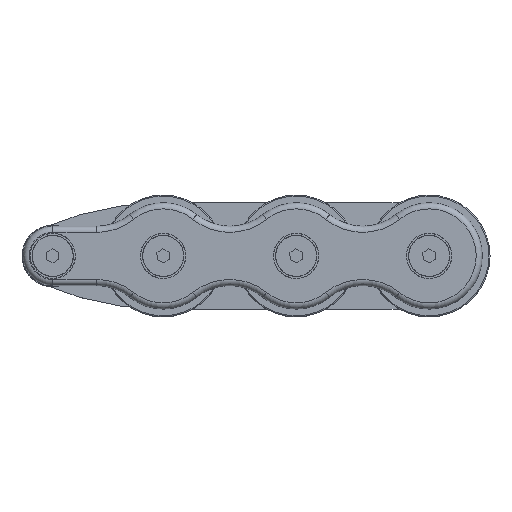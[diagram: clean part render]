
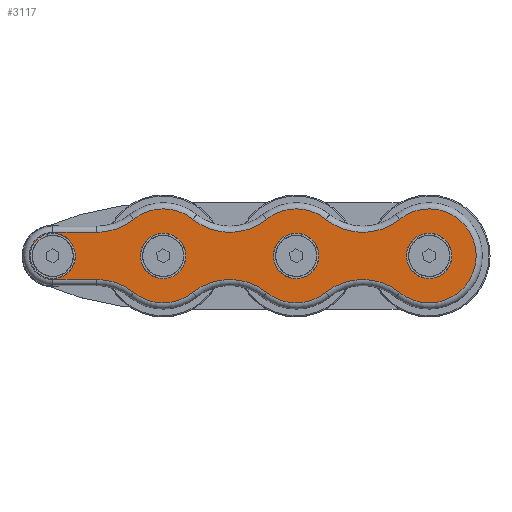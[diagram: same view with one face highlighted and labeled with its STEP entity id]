
A CAD part, top view. The second image highlights one B-rep face of the part: STEP entity #3117.
In plain terms, the highlighted planar face has unit normal (0, 0, 1).
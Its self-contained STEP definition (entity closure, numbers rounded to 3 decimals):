
#149=LINE('',#5296,#275);
#151=LINE('',#5308,#277);
#275=VECTOR('',#4199,21.5);
#277=VECTOR('',#4213,21.5);
#521=FACE_BOUND('',#1044,.T.);
#522=FACE_BOUND('',#1045,.T.);
#523=FACE_BOUND('',#1046,.T.);
#524=FACE_BOUND('',#1047,.T.);
#739=FACE_OUTER_BOUND('',#1043,.T.);
#1043=EDGE_LOOP('',(#2611,#2612,#2613,#2614,#2615,#2616,#2617,#2618,#2619,
#2620,#2621,#2622,#2623,#2624));
#1044=EDGE_LOOP('',(#2625));
#1045=EDGE_LOOP('',(#2626));
#1046=EDGE_LOOP('',(#2627));
#1047=EDGE_LOOP('',(#2628));
#1226=CIRCLE('',#3270,11.01);
#1241=CIRCLE('',#3315,11.01);
#1268=CIRCLE('',#3405,11.01);
#1270=CIRCLE('',#3409,11.01);
#1286=CIRCLE('',#3428,23.);
#1288=CIRCLE('',#3431,28.674);
#1292=CIRCLE('',#3437,11.5);
#1296=CIRCLE('',#3443,28.674);
#1299=CIRCLE('',#3447,23.);
#1302=CIRCLE('',#3451,28.674);
#1305=CIRCLE('',#3455,23.);
#1308=CIRCLE('',#3459,28.674);
#1311=CIRCLE('',#3463,23.);
#1314=CIRCLE('',#3467,28.674);
#1317=CIRCLE('',#3471,23.);
#1319=CIRCLE('',#3474,28.674);
#1446=VERTEX_POINT('',#4780);
#1485=VERTEX_POINT('',#4924);
#1572=VERTEX_POINT('',#5239);
#1574=VERTEX_POINT('',#5245);
#1589=VERTEX_POINT('',#5278);
#1592=VERTEX_POINT('',#5283);
#1594=VERTEX_POINT('',#5288);
#1596=VERTEX_POINT('',#5294);
#1598=VERTEX_POINT('',#5300);
#1600=VERTEX_POINT('',#5306);
#1602=VERTEX_POINT('',#5312);
#1604=VERTEX_POINT('',#5318);
#1606=VERTEX_POINT('',#5324);
#1608=VERTEX_POINT('',#5330);
#1610=VERTEX_POINT('',#5336);
#1612=VERTEX_POINT('',#5342);
#1614=VERTEX_POINT('',#5348);
#1616=VERTEX_POINT('',#5354);
#1752=EDGE_CURVE('',#1446,#1446,#1226,.T.);
#1803=EDGE_CURVE('',#1485,#1485,#1241,.T.);
#1920=EDGE_CURVE('',#1572,#1572,#1268,.T.);
#1922=EDGE_CURVE('',#1574,#1574,#1270,.T.);
#1940=EDGE_CURVE('',#1592,#1589,#1286,.T.);
#1942=EDGE_CURVE('',#1594,#1592,#1288,.T.);
#1945=EDGE_CURVE('',#1596,#1594,#149,.T.);
#1948=EDGE_CURVE('',#1598,#1596,#1292,.T.);
#1951=EDGE_CURVE('',#1600,#1598,#151,.T.);
#1954=EDGE_CURVE('',#1602,#1600,#1296,.T.);
#1957=EDGE_CURVE('',#1604,#1602,#1299,.T.);
#1960=EDGE_CURVE('',#1606,#1604,#1302,.T.);
#1963=EDGE_CURVE('',#1608,#1606,#1305,.T.);
#1966=EDGE_CURVE('',#1610,#1608,#1308,.T.);
#1969=EDGE_CURVE('',#1612,#1610,#1311,.T.);
#1972=EDGE_CURVE('',#1614,#1612,#1314,.T.);
#1975=EDGE_CURVE('',#1616,#1614,#1317,.T.);
#1977=EDGE_CURVE('',#1589,#1616,#1319,.T.);
#2611=ORIENTED_EDGE('',*,*,#1940,.F.);
#2612=ORIENTED_EDGE('',*,*,#1942,.F.);
#2613=ORIENTED_EDGE('',*,*,#1945,.F.);
#2614=ORIENTED_EDGE('',*,*,#1948,.F.);
#2615=ORIENTED_EDGE('',*,*,#1951,.F.);
#2616=ORIENTED_EDGE('',*,*,#1954,.F.);
#2617=ORIENTED_EDGE('',*,*,#1957,.F.);
#2618=ORIENTED_EDGE('',*,*,#1960,.F.);
#2619=ORIENTED_EDGE('',*,*,#1963,.F.);
#2620=ORIENTED_EDGE('',*,*,#1966,.F.);
#2621=ORIENTED_EDGE('',*,*,#1969,.F.);
#2622=ORIENTED_EDGE('',*,*,#1972,.F.);
#2623=ORIENTED_EDGE('',*,*,#1975,.F.);
#2624=ORIENTED_EDGE('',*,*,#1977,.F.);
#2625=ORIENTED_EDGE('',*,*,#1752,.T.);
#2626=ORIENTED_EDGE('',*,*,#1803,.T.);
#2627=ORIENTED_EDGE('',*,*,#1920,.T.);
#2628=ORIENTED_EDGE('',*,*,#1922,.T.);
#2946=PLANE('',#3483);
#3117=ADVANCED_FACE('',(#739,#521,#522,#523,#524),#2946,.T.);
#3270=AXIS2_PLACEMENT_3D('',#4781,#3777,#3778);
#3315=AXIS2_PLACEMENT_3D('',#4925,#3891,#3892);
#3405=AXIS2_PLACEMENT_3D('',#5240,#4137,#4138);
#3409=AXIS2_PLACEMENT_3D('',#5246,#4145,#4146);
#3428=AXIS2_PLACEMENT_3D('',#5285,#4185,#4186);
#3431=AXIS2_PLACEMENT_3D('',#5290,#4191,#4192);
#3437=AXIS2_PLACEMENT_3D('',#5302,#4205,#4206);
#3443=AXIS2_PLACEMENT_3D('',#5314,#4219,#4220);
#3447=AXIS2_PLACEMENT_3D('',#5320,#4227,#4228);
#3451=AXIS2_PLACEMENT_3D('',#5326,#4235,#4236);
#3455=AXIS2_PLACEMENT_3D('',#5332,#4243,#4244);
#3459=AXIS2_PLACEMENT_3D('',#5338,#4251,#4252);
#3463=AXIS2_PLACEMENT_3D('',#5344,#4259,#4260);
#3467=AXIS2_PLACEMENT_3D('',#5350,#4267,#4268);
#3471=AXIS2_PLACEMENT_3D('',#5356,#4275,#4276);
#3474=AXIS2_PLACEMENT_3D('',#5359,#4281,#4282);
#3483=AXIS2_PLACEMENT_3D('',#5376,#4307,#4308);
#3777=DIRECTION('center_axis',(0.,0.,
-1.));
#3778=DIRECTION('ref_axis',(-0.987,-0.162,0.));
#3891=DIRECTION('center_axis',(0.,0.,
-1.));
#3892=DIRECTION('ref_axis',(-0.987,-0.162,0.));
#4137=DIRECTION('center_axis',(0.,0.,
-1.));
#4138=DIRECTION('ref_axis',(-0.987,-0.162,0.));
#4145=DIRECTION('center_axis',(0.,0.,
-1.));
#4146=DIRECTION('ref_axis',(-0.223,-0.975,0.));
#4185=DIRECTION('center_axis',(0.,0.,
-1.));
#4186=DIRECTION('ref_axis',(0.,1.,0.));
#4191=DIRECTION('center_axis',(0.,0.,
1.));
#4192=DIRECTION('ref_axis',(0.334,-0.943,0.));
#4199=DIRECTION('',(1.,0.,0.));
#4205=DIRECTION('center_axis',(0.,0.,
-1.));
#4206=DIRECTION('ref_axis',(-1.,0.,0.));
#4213=DIRECTION('',(-1.,0.,0.));
#4219=DIRECTION('center_axis',(0.,0.,
1.));
#4220=DIRECTION('ref_axis',(0.334,0.943,0.));
#4227=DIRECTION('center_axis',(0.,0.,
-1.));
#4228=DIRECTION('ref_axis',(0.,-1.,0.));
#4235=DIRECTION('center_axis',(0.,0.,
1.));
#4236=DIRECTION('ref_axis',(0.,1.,0.));
#4243=DIRECTION('center_axis',(0.,0.,
-1.));
#4244=DIRECTION('ref_axis',(0.,-1.,0.));
#4251=DIRECTION('center_axis',(0.,0.,
1.));
#4252=DIRECTION('ref_axis',(0.,1.,0.));
#4259=DIRECTION('center_axis',(0.,0.,
-1.));
#4260=DIRECTION('ref_axis',(1.,0.,0.));
#4267=DIRECTION('center_axis',(0.,0.,
1.));
#4268=DIRECTION('ref_axis',(0.,-1.,0.));
#4275=DIRECTION('center_axis',(0.,0.,
-1.));
#4276=DIRECTION('ref_axis',(0.,1.,0.));
#4281=DIRECTION('center_axis',(0.,0.,
1.));
#4282=DIRECTION('ref_axis',(0.,-1.,0.));
#4307=DIRECTION('center_axis',(0.,0.,
1.));
#4308=DIRECTION('ref_axis',(1.,0.,0.));
#4780=CARTESIAN_POINT('',(-119.135,1.781,44.3));
#4781=CARTESIAN_POINT('Origin',(-130.,0.,44.3));
#4924=CARTESIAN_POINT('',(-54.135,1.781,44.3));
#4925=CARTESIAN_POINT('Origin',(-65.,0.,44.3));
#5239=CARTESIAN_POINT('',(10.865,1.781,44.3));
#5240=CARTESIAN_POINT('Origin',(0.,0.,
44.3));
#5245=CARTESIAN_POINT('',(-181.542,10.732,44.3));
#5246=CARTESIAN_POINT('Origin',(-184.,0.,44.3));
#5278=CARTESIAN_POINT('',(-115.534,17.881,44.3));
#5283=CARTESIAN_POINT('',(-144.466,17.881,44.3));
#5285=CARTESIAN_POINT('Origin',(-130.,0.,44.3));
#5288=CARTESIAN_POINT('',(-162.5,11.5,44.3));
#5290=CARTESIAN_POINT('Origin',(-162.5,40.174,44.3));
#5294=CARTESIAN_POINT('',(-184.,11.5,44.3));
#5296=CARTESIAN_POINT('',(-122.975,11.5,44.3));
#5300=CARTESIAN_POINT('',(-184.,-11.5,44.3));
#5302=CARTESIAN_POINT('Origin',(-184.,0.,44.3));
#5306=CARTESIAN_POINT('',(-162.5,-11.5,44.3));
#5308=CARTESIAN_POINT('',(-133.725,-11.5,44.3));
#5312=CARTESIAN_POINT('',(-144.466,-17.881,44.3));
#5314=CARTESIAN_POINT('Origin',(-162.5,-40.174,44.3));
#5318=CARTESIAN_POINT('',(-115.534,-17.881,44.3));
#5320=CARTESIAN_POINT('Origin',(-130.,0.,44.3));
#5324=CARTESIAN_POINT('',(-79.466,-17.881,44.3));
#5326=CARTESIAN_POINT('Origin',(-97.5,-40.174,44.3));
#5330=CARTESIAN_POINT('',(-50.534,-17.881,44.3));
#5332=CARTESIAN_POINT('Origin',(-65.,0.,
44.3));
#5336=CARTESIAN_POINT('',(-14.466,-17.881,44.3));
#5338=CARTESIAN_POINT('Origin',(-32.5,-40.174,44.3));
#5342=CARTESIAN_POINT('',(-14.466,17.881,44.3));
#5344=CARTESIAN_POINT('Origin',(0.,0.,
44.3));
#5348=CARTESIAN_POINT('',(-50.534,17.881,44.3));
#5350=CARTESIAN_POINT('Origin',(-32.5,40.174,44.3));
#5354=CARTESIAN_POINT('',(-79.466,17.881,44.3));
#5356=CARTESIAN_POINT('Origin',(-65.,0.,
44.3));
#5359=CARTESIAN_POINT('Origin',(-97.5,40.174,44.3));
#5376=CARTESIAN_POINT('Origin',(-83.45,0.,
44.3));
